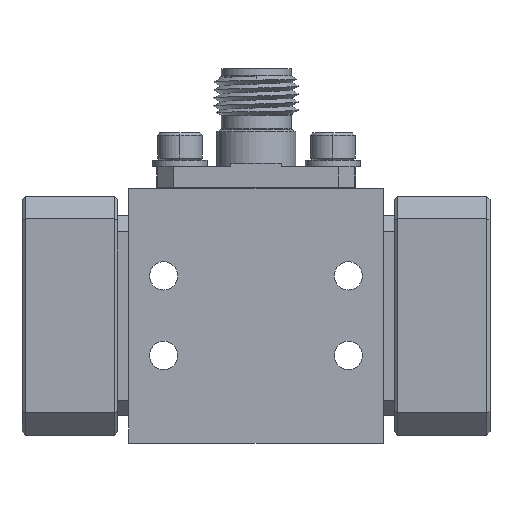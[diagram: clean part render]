
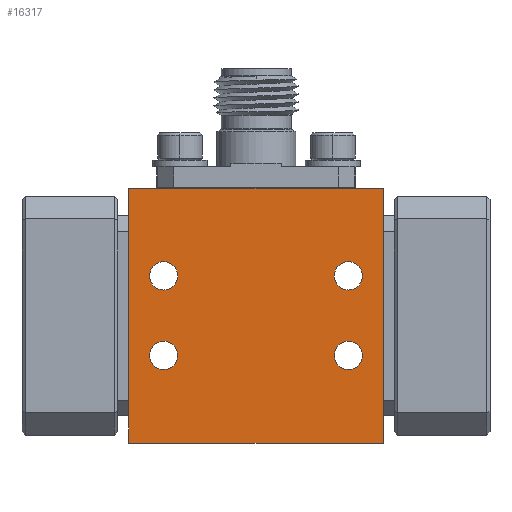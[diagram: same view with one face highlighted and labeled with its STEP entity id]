
A CAD part, front view. The second image highlights one B-rep face of the part: STEP entity #16317.
In plain terms, the highlighted planar face has unit normal (0, -1, 0).
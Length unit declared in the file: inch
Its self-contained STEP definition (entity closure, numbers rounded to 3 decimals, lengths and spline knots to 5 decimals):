
#178 = DIRECTION ( 'NONE',  ( 0., 1., 0. ) ) ;
#505 = CARTESIAN_POINT ( 'NONE',  ( -0.30095, -0.30245, -0.03909 ) ) ;
#978 = DIRECTION ( 'NONE',  ( 0., 0., -1. ) ) ;
#1319 = CIRCLE ( 'NONE', #31909, 0.0445 ) ;
#1922 = CARTESIAN_POINT ( 'NONE',  ( -0.30095, -0.30245, 0.21091 ) ) ;
#2455 = VERTEX_POINT ( 'NONE', #11678 ) ;
#2832 = EDGE_LOOP ( 'NONE', ( #23909, #14804, #29147, #30014 ) ) ;
#3451 = AXIS2_PLACEMENT_3D ( 'NONE', #5253, #7791, #28114 ) ;
#3508 = CIRCLE ( 'NONE', #13990, 0.0445 ) ;
#3517 = EDGE_CURVE ( 'NONE', #2455, #25538, #1319, .T. ) ;
#3584 = DIRECTION ( 'NONE',  ( 0., 0., 1. ) ) ;
#3595 = EDGE_LOOP ( 'NONE', ( #32690, #31209 ) ) ;
#3724 = DIRECTION ( 'NONE',  ( 0., 1., 0. ) ) ;
#3833 = ORIENTED_EDGE ( 'NONE', *, *, #33271, .T. ) ;
#4048 = CARTESIAN_POINT ( 'NONE',  ( -0.41095, -0.30245, 0.44141 ) ) ;
#4079 = DIRECTION ( 'NONE',  ( 0., 1., 0. ) ) ;
#4276 = VERTEX_POINT ( 'NONE', #22593 ) ;
#4503 = EDGE_CURVE ( 'NONE', #18795, #10001, #6260, .T. ) ;
#5253 = CARTESIAN_POINT ( 'NONE',  ( -0.01095, -0.30245, 0.04141 ) ) ;
#6260 = LINE ( 'NONE', #23584, #16600 ) ;
#6428 = DIRECTION ( 'NONE',  ( 0., 0., 1. ) ) ;
#6525 = CARTESIAN_POINT ( 'NONE',  ( -0.30095, -0.30245, -0.12809 ) ) ;
#7622 = ORIENTED_EDGE ( 'NONE', *, *, #33919, .T. ) ;
#7791 = DIRECTION ( 'NONE',  ( 0., 1., 0. ) ) ;
#8830 = LINE ( 'NONE', #35858, #13336 ) ;
#9050 = AXIS2_PLACEMENT_3D ( 'NONE', #23294, #178, #23419 ) ;
#9092 = VECTOR ( 'NONE', #13017, 39.37008 ) ;
#9202 = CARTESIAN_POINT ( 'NONE',  ( 0.27905, -0.30245, -0.08359 ) ) ;
#9244 = DIRECTION ( 'NONE',  ( 0., 0., 1. ) ) ;
#9300 = AXIS2_PLACEMENT_3D ( 'NONE', #17726, #3724, #9564 ) ;
#9526 = AXIS2_PLACEMENT_3D ( 'NONE', #29786, #18114, #35540 ) ;
#9529 = DIRECTION ( 'NONE',  ( -1., 0., 0. ) ) ;
#9564 = DIRECTION ( 'NONE',  ( 0., 0., 1. ) ) ;
#9702 = VERTEX_POINT ( 'NONE', #33089 ) ;
#9936 = EDGE_CURVE ( 'NONE', #10001, #28146, #25786, .T. ) ;
#10001 = VERTEX_POINT ( 'NONE', #4048 ) ;
#10539 = EDGE_LOOP ( 'NONE', ( #20490, #32260 ) ) ;
#11678 = CARTESIAN_POINT ( 'NONE',  ( 0.27905, -0.30245, -0.12809 ) ) ;
#12258 = CARTESIAN_POINT ( 'NONE',  ( 0.38905, -0.30245, 0.44141 ) ) ;
#12472 = CIRCLE ( 'NONE', #9300, 0.0445 ) ;
#13017 = DIRECTION ( 'NONE',  ( 1., 0., 0. ) ) ;
#13037 = CARTESIAN_POINT ( 'NONE',  ( 0.27905, -0.30245, 0.12191 ) ) ;
#13216 = AXIS2_PLACEMENT_3D ( 'NONE', #36716, #36980, #19557 ) ;
#13336 = VECTOR ( 'NONE', #9529, 39.37008 ) ;
#13853 = PLANE ( 'NONE',  #3451 ) ;
#13990 = AXIS2_PLACEMENT_3D ( 'NONE', #21099, #24126, #3584 ) ;
#13997 = ORIENTED_EDGE ( 'NONE', *, *, #20083, .T. ) ;
#14764 = VERTEX_POINT ( 'NONE', #21062 ) ;
#14804 = ORIENTED_EDGE ( 'NONE', *, *, #37350, .F. ) ;
#15560 = EDGE_LOOP ( 'NONE', ( #7622, #13997 ) ) ;
#15739 = CARTESIAN_POINT ( 'NONE',  ( -0.41095, -0.30245, -0.35859 ) ) ;
#16317 = ADVANCED_FACE ( 'NONE', ( #23658, #18705, #19610, #34975, #35879 ), #13853, .F. ) ;
#16600 = VECTOR ( 'NONE', #9244, 39.37008 ) ;
#17177 = LINE ( 'NONE', #12258, #24415 ) ;
#17726 = CARTESIAN_POINT ( 'NONE',  ( 0.27905, -0.30245, -0.08359 ) ) ;
#18000 = DIRECTION ( 'NONE',  ( 0., 1., 0. ) ) ;
#18114 = DIRECTION ( 'NONE',  ( 0., 1., 0. ) ) ;
#18179 = DIRECTION ( 'NONE',  ( 0., 1., 0. ) ) ;
#18705 = FACE_BOUND ( 'NONE', #15560, .T. ) ;
#18706 = DIRECTION ( 'NONE',  ( 0., 0., 1. ) ) ;
#18795 = VERTEX_POINT ( 'NONE', #15739 ) ;
#19014 = ORIENTED_EDGE ( 'NONE', *, *, #36284, .T. ) ;
#19295 = VERTEX_POINT ( 'NONE', #13037 ) ;
#19557 = DIRECTION ( 'NONE',  ( 0., 0., 1. ) ) ;
#19610 = FACE_BOUND ( 'NONE', #19710, .T. ) ;
#19710 = EDGE_LOOP ( 'NONE', ( #19014, #3833 ) ) ;
#20083 = EDGE_CURVE ( 'NONE', #19295, #4276, #29694, .T. ) ;
#20490 = ORIENTED_EDGE ( 'NONE', *, *, #20809, .T. ) ;
#20617 = CARTESIAN_POINT ( 'NONE',  ( 0.27905, -0.30245, -0.03909 ) ) ;
#20809 = EDGE_CURVE ( 'NONE', #25538, #2455, #12472, .T. ) ;
#21062 = CARTESIAN_POINT ( 'NONE',  ( -0.30095, -0.30245, 0.12191 ) ) ;
#21099 = CARTESIAN_POINT ( 'NONE',  ( 0.27905, -0.30245, 0.16641 ) ) ;
#21984 = VERTEX_POINT ( 'NONE', #1922 ) ;
#22593 = CARTESIAN_POINT ( 'NONE',  ( 0.27905, -0.30245, 0.21091 ) ) ;
#22595 = EDGE_CURVE ( 'NONE', #21984, #14764, #28233, .T. ) ;
#23294 = CARTESIAN_POINT ( 'NONE',  ( -0.30095, -0.30245, -0.08359 ) ) ;
#23419 = DIRECTION ( 'NONE',  ( 0., 0., 1. ) ) ;
#23584 = CARTESIAN_POINT ( 'NONE',  ( -0.41095, -0.30245, 0.44141 ) ) ;
#23658 = FACE_BOUND ( 'NONE', #10539, .T. ) ;
#23909 = ORIENTED_EDGE ( 'NONE', *, *, #4503, .F. ) ;
#24126 = DIRECTION ( 'NONE',  ( 0., 1., 0. ) ) ;
#24415 = VECTOR ( 'NONE', #978, 39.37008 ) ;
#25538 = VERTEX_POINT ( 'NONE', #20617 ) ;
#25786 = LINE ( 'NONE', #31822, #9092 ) ;
#26540 = DIRECTION ( 'NONE',  ( 0., 0., 1. ) ) ;
#26779 = CARTESIAN_POINT ( 'NONE',  ( -0.30095, -0.30245, 0.16641 ) ) ;
#27156 = CARTESIAN_POINT ( 'NONE',  ( 0.38905, -0.30245, 0.44141 ) ) ;
#27540 = AXIS2_PLACEMENT_3D ( 'NONE', #29878, #4079, #18706 ) ;
#27602 = EDGE_CURVE ( 'NONE', #14764, #21984, #30440, .T. ) ;
#28114 = DIRECTION ( 'NONE',  ( 0., 0., 1. ) ) ;
#28146 = VERTEX_POINT ( 'NONE', #27156 ) ;
#28233 = CIRCLE ( 'NONE', #13216, 0.0445 ) ;
#29147 = ORIENTED_EDGE ( 'NONE', *, *, #29498, .F. ) ;
#29498 = EDGE_CURVE ( 'NONE', #28146, #9702, #17177, .T. ) ;
#29694 = CIRCLE ( 'NONE', #9526, 0.0445 ) ;
#29786 = CARTESIAN_POINT ( 'NONE',  ( 0.27905, -0.30245, 0.16641 ) ) ;
#29878 = CARTESIAN_POINT ( 'NONE',  ( -0.30095, -0.30245, -0.08359 ) ) ;
#30014 = ORIENTED_EDGE ( 'NONE', *, *, #9936, .F. ) ;
#30174 = CIRCLE ( 'NONE', #9050, 0.0445 ) ;
#30440 = CIRCLE ( 'NONE', #33650, 0.0445 ) ;
#31209 = ORIENTED_EDGE ( 'NONE', *, *, #27602, .T. ) ;
#31822 = CARTESIAN_POINT ( 'NONE',  ( 0.38905, -0.30245, 0.44141 ) ) ;
#31909 = AXIS2_PLACEMENT_3D ( 'NONE', #9202, #18000, #6428 ) ;
#32260 = ORIENTED_EDGE ( 'NONE', *, *, #3517, .T. ) ;
#32690 = ORIENTED_EDGE ( 'NONE', *, *, #22595, .T. ) ;
#33089 = CARTESIAN_POINT ( 'NONE',  ( 0.38905, -0.30245, -0.35859 ) ) ;
#33271 = EDGE_CURVE ( 'NONE', #37277, #35511, #35593, .T. ) ;
#33650 = AXIS2_PLACEMENT_3D ( 'NONE', #26779, #18179, #26540 ) ;
#33919 = EDGE_CURVE ( 'NONE', #4276, #19295, #3508, .T. ) ;
#34975 = FACE_BOUND ( 'NONE', #3595, .T. ) ;
#35511 = VERTEX_POINT ( 'NONE', #505 ) ;
#35540 = DIRECTION ( 'NONE',  ( 0., 0., 1. ) ) ;
#35593 = CIRCLE ( 'NONE', #27540, 0.0445 ) ;
#35858 = CARTESIAN_POINT ( 'NONE',  ( 0.38905, -0.30245, -0.35859 ) ) ;
#35879 = FACE_OUTER_BOUND ( 'NONE', #2832, .T. ) ;
#36284 = EDGE_CURVE ( 'NONE', #35511, #37277, #30174, .T. ) ;
#36716 = CARTESIAN_POINT ( 'NONE',  ( -0.30095, -0.30245, 0.16641 ) ) ;
#36980 = DIRECTION ( 'NONE',  ( 0., 1., 0. ) ) ;
#37277 = VERTEX_POINT ( 'NONE', #6525 ) ;
#37350 = EDGE_CURVE ( 'NONE', #9702, #18795, #8830, .T. ) ;
